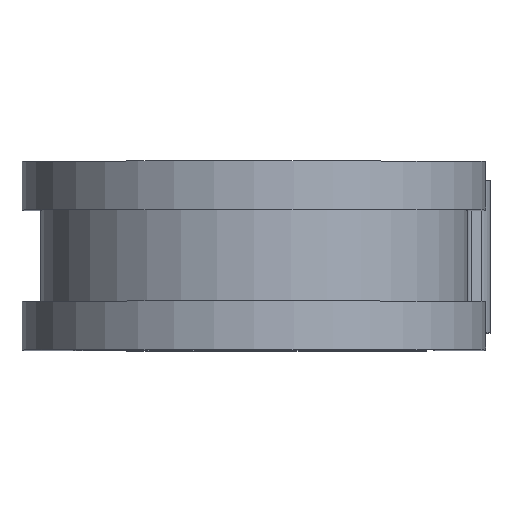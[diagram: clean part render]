
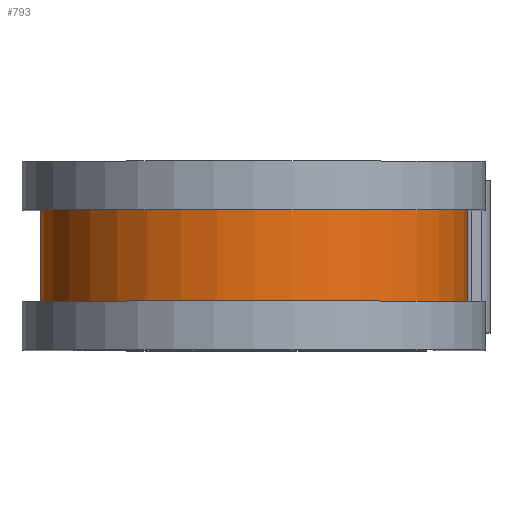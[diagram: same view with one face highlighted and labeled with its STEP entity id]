
A CAD part, top view. The second image highlights one B-rep face of the part: STEP entity #793.
In plain terms, the highlighted cylindrical face has radius 17.818 mm (diameter 35.636 mm), a partial arc.
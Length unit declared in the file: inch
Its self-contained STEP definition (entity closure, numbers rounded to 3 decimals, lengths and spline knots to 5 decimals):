
#35 = DIRECTION ( 'NONE',  ( 0., -1., 0. ) ) ;
#66 = CARTESIAN_POINT ( 'NONE',  ( 0., -0.15, 1.187 ) ) ;
#76 = DIRECTION ( 'NONE',  ( 0., 0., -1. ) ) ;
#86 = DIRECTION ( 'NONE',  ( 0., -1., 0. ) ) ;
#120 = DIRECTION ( 'NONE',  ( 0., -1., 0. ) ) ;
#201 = VERTEX_POINT ( 'NONE', #668 ) ;
#294 = EDGE_CURVE ( 'NONE', #914, #201, #1573, .T. ) ;
#404 = CARTESIAN_POINT ( 'NONE',  ( 0., 0.15, 1.187 ) ) ;
#420 = VERTEX_POINT ( 'NONE', #741 ) ;
#595 = DIRECTION ( 'NONE',  ( 0., 0., -1. ) ) ;
#607 = EDGE_CURVE ( 'NONE', #420, #201, #1111, .T. ) ;
#668 = CARTESIAN_POINT ( 'NONE',  ( -0.7015, -0.15, 1.187 ) ) ;
#700 = DIRECTION ( 'NONE',  ( 0., 0., -1. ) ) ;
#741 = CARTESIAN_POINT ( 'NONE',  ( -0.7015, 0.15, 1.187 ) ) ;
#758 = ORIENTED_EDGE ( 'NONE', *, *, #1310, .F. ) ;
#793 = ADVANCED_FACE ( 'NONE', ( #897 ), #900, .T. ) ;
#897 = FACE_OUTER_BOUND ( 'NONE', #1107, .T. ) ;
#900 = CYLINDRICAL_SURFACE ( 'NONE', #1348, 0.7015 ) ;
#905 = CIRCLE ( 'NONE', #1720, 0.7015 ) ;
#914 = VERTEX_POINT ( 'NONE', #1902 ) ;
#988 = AXIS2_PLACEMENT_3D ( 'NONE', #66, #86, #76 ) ;
#1034 = VECTOR ( 'NONE', #35, 39.37008 ) ;
#1039 = LINE ( 'NONE', #1597, #1034 ) ;
#1051 = CARTESIAN_POINT ( 'NONE',  ( -0.7015, 0.25, 1.187 ) ) ;
#1107 = EDGE_LOOP ( 'NONE', ( #758, #2137, #1419, #1390 ) ) ;
#1111 = LINE ( 'NONE', #1051, #1113 ) ;
#1113 = VECTOR ( 'NONE', #120, 39.37008 ) ;
#1310 = EDGE_CURVE ( 'NONE', #1815, #914, #1039, .T. ) ;
#1348 = AXIS2_PLACEMENT_3D ( 'NONE', #1560, #1883, #700 ) ;
#1390 = ORIENTED_EDGE ( 'NONE', *, *, #294, .F. ) ;
#1419 = ORIENTED_EDGE ( 'NONE', *, *, #607, .T. ) ;
#1560 = CARTESIAN_POINT ( 'NONE',  ( 0., 0.25, 1.187 ) ) ;
#1573 = CIRCLE ( 'NONE', #988, 0.7015 ) ;
#1597 = CARTESIAN_POINT ( 'NONE',  ( 0.7015, 0.25, 1.187 ) ) ;
#1641 = DIRECTION ( 'NONE',  ( 0., -1., 0. ) ) ;
#1720 = AXIS2_PLACEMENT_3D ( 'NONE', #404, #1641, #595 ) ;
#1762 = CARTESIAN_POINT ( 'NONE',  ( 0.7015, 0.15, 1.187 ) ) ;
#1815 = VERTEX_POINT ( 'NONE', #1762 ) ;
#1883 = DIRECTION ( 'NONE',  ( 0., -1., 0. ) ) ;
#1902 = CARTESIAN_POINT ( 'NONE',  ( 0.7015, -0.15, 1.187 ) ) ;
#1948 = EDGE_CURVE ( 'NONE', #1815, #420, #905, .T. ) ;
#2137 = ORIENTED_EDGE ( 'NONE', *, *, #1948, .T. ) ;
